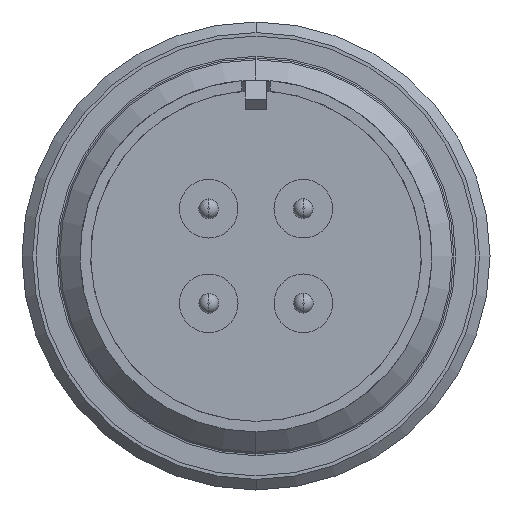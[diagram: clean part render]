
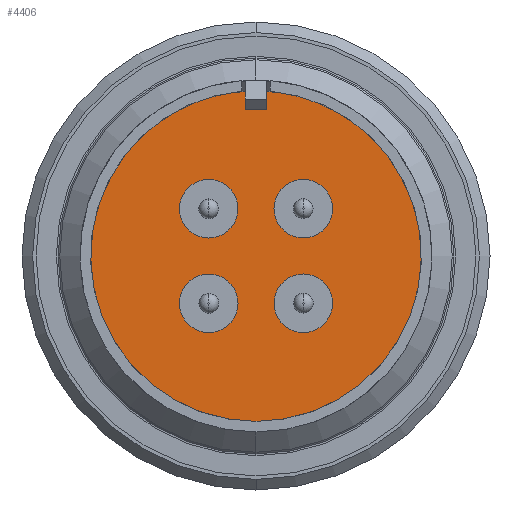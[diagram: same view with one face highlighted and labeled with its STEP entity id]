
A CAD part, front view. The second image highlights one B-rep face of the part: STEP entity #4406.
In plain terms, the highlighted planar face has unit normal (0, -1, 0).
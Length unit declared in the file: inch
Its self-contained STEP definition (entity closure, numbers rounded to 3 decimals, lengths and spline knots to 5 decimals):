
#179 = DIRECTION ( 'NONE',  ( 0., 0., 1. ) ) ;
#181 = DIRECTION ( 'NONE',  ( 0., -1., 0. ) ) ;
#182 = CARTESIAN_POINT ( 'NONE',  ( 0., 0.39565, 0. ) ) ;
#221 = AXIS2_PLACEMENT_3D ( 'NONE', #3894, #3893, #3892 ) ;
#329 = DIRECTION ( 'NONE',  ( 0., 0., -1. ) ) ;
#330 = DIRECTION ( 'NONE',  ( 0., -1., 0. ) ) ;
#331 = CARTESIAN_POINT ( 'NONE',  ( 0.13428, 0.39565, 0.13442 ) ) ;
#831 = DIRECTION ( 'NONE',  ( 0., 0., -1. ) ) ;
#832 = DIRECTION ( 'NONE',  ( 0., -1., 0. ) ) ;
#835 = CARTESIAN_POINT ( 'NONE',  ( 0.13442, 0.39565, -0.13428 ) ) ;
#888 = DIRECTION ( 'NONE',  ( 0., 0., -1. ) ) ;
#890 = DIRECTION ( 'NONE',  ( 0., -1., 0. ) ) ;
#891 = CARTESIAN_POINT ( 'NONE',  ( -0.13442, 0.39565, 0.13428 ) ) ;
#920 = AXIS2_PLACEMENT_3D ( 'NONE', #3844, #3843, #3842 ) ;
#931 = AXIS2_PLACEMENT_3D ( 'NONE', #3809, #3808, #3807 ) ;
#1010 = FACE_OUTER_BOUND ( 'NONE', #3230, .T. ) ;
#1012 = FACE_BOUND ( 'NONE', #3350, .T. ) ;
#1014 = FACE_BOUND ( 'NONE', #3541, .T. ) ;
#1017 = FACE_BOUND ( 'NONE', #3029, .T. ) ;
#1018 = FACE_BOUND ( 'NONE', #3408, .T. ) ;
#2032 = EDGE_CURVE ( 'NONE', #6380, #6227, #4605, .T. ) ;
#2087 = EDGE_CURVE ( 'NONE', #6227, #6380, #4689, .T. ) ;
#2106 = EDGE_CURVE ( 'NONE', #6365, #6285, #4625, .T. ) ;
#2163 = EDGE_CURVE ( 'NONE', #6412, #6275, #4658, .T. ) ;
#2178 = EDGE_CURVE ( 'NONE', #6259, #6311, #4055, .T. ) ;
#2191 = EDGE_CURVE ( 'NONE', #6361, #6401, #4111, .T. ) ;
#2245 = EDGE_CURVE ( 'NONE', #6311, #6259, #4158, .T. ) ;
#2270 = EDGE_CURVE ( 'NONE', #6285, #6365, #4151, .T. ) ;
#2273 = EDGE_CURVE ( 'NONE', #6401, #6361, #4539, .T. ) ;
#2283 = EDGE_CURVE ( 'NONE', #6275, #6412, #2873, .T. ) ;
#2312 = AXIS2_PLACEMENT_3D ( 'NONE', #5883, #5887, #5881 ) ;
#2873 = CIRCLE ( 'NONE', #5279, 0.08325 ) ;
#3029 = EDGE_LOOP ( 'NONE', ( #3372, #3371 ) ) ;
#3230 = EDGE_LOOP ( 'NONE', ( #3377, #3376 ) ) ;
#3350 = EDGE_LOOP ( 'NONE', ( #3370, #3369 ) ) ;
#3367 = ORIENTED_EDGE ( 'NONE', *, *, #2178, .F. ) ;
#3368 = ORIENTED_EDGE ( 'NONE', *, *, #2245, .F. ) ;
#3369 = ORIENTED_EDGE ( 'NONE', *, *, #2087, .F. ) ;
#3370 = ORIENTED_EDGE ( 'NONE', *, *, #2032, .F. ) ;
#3371 = ORIENTED_EDGE ( 'NONE', *, *, #2191, .F. ) ;
#3372 = ORIENTED_EDGE ( 'NONE', *, *, #2273, .F. ) ;
#3373 = ORIENTED_EDGE ( 'NONE', *, *, #2163, .F. ) ;
#3375 = ORIENTED_EDGE ( 'NONE', *, *, #2283, .F. ) ;
#3376 = ORIENTED_EDGE ( 'NONE', *, *, #2106, .T. ) ;
#3377 = ORIENTED_EDGE ( 'NONE', *, *, #2270, .T. ) ;
#3408 = EDGE_LOOP ( 'NONE', ( #3368, #3367 ) ) ;
#3541 = EDGE_LOOP ( 'NONE', ( #3375, #3373 ) ) ;
#3671 = DIRECTION ( 'NONE',  ( 0., 0., -1. ) ) ;
#3672 = DIRECTION ( 'NONE',  ( 0., -1., 0. ) ) ;
#3673 = CARTESIAN_POINT ( 'NONE',  ( -0.13428, 0.39565, -0.13442 ) ) ;
#3807 = DIRECTION ( 'NONE',  ( 0., 0., -1. ) ) ;
#3808 = DIRECTION ( 'NONE',  ( 0., -1., 0. ) ) ;
#3809 = CARTESIAN_POINT ( 'NONE',  ( -0.13442, 0.39565, 0.13428 ) ) ;
#3842 = DIRECTION ( 'NONE',  ( 0., 0., -1. ) ) ;
#3843 = DIRECTION ( 'NONE',  ( 0., -1., 0. ) ) ;
#3844 = CARTESIAN_POINT ( 'NONE',  ( -0.13428, 0.39565, -0.13442 ) ) ;
#3867 = CARTESIAN_POINT ( 'NONE',  ( 0., 0.39565, 0. ) ) ;
#3868 = DIRECTION ( 'NONE',  ( 0., -1., 0. ) ) ;
#3869 = DIRECTION ( 'NONE',  ( 0., 0., 1. ) ) ;
#3892 = DIRECTION ( 'NONE',  ( 0., 0., -1. ) ) ;
#3893 = DIRECTION ( 'NONE',  ( 0., -1., 0. ) ) ;
#3894 = CARTESIAN_POINT ( 'NONE',  ( 0.13442, 0.39565, -0.13428 ) ) ;
#4055 = CIRCLE ( 'NONE', #920, 0.08325 ) ;
#4111 = CIRCLE ( 'NONE', #931, 0.08325 ) ;
#4151 = CIRCLE ( 'NONE', #5275, 0.48 ) ;
#4158 = CIRCLE ( 'NONE', #5297, 0.08325 ) ;
#4174 = AXIS2_PLACEMENT_3D ( 'NONE', #182, #181, #179 ) ;
#4196 = AXIS2_PLACEMENT_3D ( 'NONE', #4484, #4461, #4481 ) ;
#4216 = AXIS2_PLACEMENT_3D ( 'NONE', #331, #330, #329 ) ;
#4406 = ADVANCED_FACE ( 'NONE', ( #1010, #1014, #1017, #1012, #1018 ), #5885, .F. ) ;
#4461 = DIRECTION ( 'NONE',  ( 0., -1., 0. ) ) ;
#4481 = DIRECTION ( 'NONE',  ( 0., 0., -1. ) ) ;
#4484 = CARTESIAN_POINT ( 'NONE',  ( 0.13428, 0.39565, 0.13442 ) ) ;
#4539 = CIRCLE ( 'NONE', #5276, 0.08325 ) ;
#4605 = CIRCLE ( 'NONE', #4196, 0.08325 ) ;
#4625 = CIRCLE ( 'NONE', #4174, 0.48 ) ;
#4658 = CIRCLE ( 'NONE', #221, 0.08325 ) ;
#4689 = CIRCLE ( 'NONE', #4216, 0.08325 ) ;
#5275 = AXIS2_PLACEMENT_3D ( 'NONE', #3867, #3868, #3869 ) ;
#5276 = AXIS2_PLACEMENT_3D ( 'NONE', #891, #890, #888 ) ;
#5279 = AXIS2_PLACEMENT_3D ( 'NONE', #835, #832, #831 ) ;
#5297 = AXIS2_PLACEMENT_3D ( 'NONE', #3673, #3672, #3671 ) ;
#5386 = CARTESIAN_POINT ( 'NONE',  ( 0.13442, 0.39565, -0.05103 ) ) ;
#5399 = CARTESIAN_POINT ( 'NONE',  ( 0.13428, 0.39565, 0.05117 ) ) ;
#5409 = CARTESIAN_POINT ( 'NONE',  ( -0.13442, 0.39565, 0.05103 ) ) ;
#5411 = CARTESIAN_POINT ( 'NONE',  ( 0., 0.39565, -0.48 ) ) ;
#5418 = CARTESIAN_POINT ( 'NONE',  ( -0.13442, 0.39565, 0.21753 ) ) ;
#5440 = CARTESIAN_POINT ( 'NONE',  ( -0.13428, 0.39565, -0.21767 ) ) ;
#5453 = CARTESIAN_POINT ( 'NONE',  ( 0., 0.39565, 0.48 ) ) ;
#5455 = CARTESIAN_POINT ( 'NONE',  ( 0.13442, 0.39565, -0.21753 ) ) ;
#5462 = CARTESIAN_POINT ( 'NONE',  ( -0.13428, 0.39565, -0.05117 ) ) ;
#5477 = CARTESIAN_POINT ( 'NONE',  ( 0.13428, 0.39565, 0.21767 ) ) ;
#5881 = DIRECTION ( 'NONE',  ( -1., 0., 0. ) ) ;
#5883 = CARTESIAN_POINT ( 'NONE',  ( 0., 0.39565, 0. ) ) ;
#5885 = PLANE ( 'NONE',  #2312 ) ;
#5887 = DIRECTION ( 'NONE',  ( 0., 1., 0. ) ) ;
#6227 = VERTEX_POINT ( 'NONE', #5477 ) ;
#6259 = VERTEX_POINT ( 'NONE', #5462 ) ;
#6275 = VERTEX_POINT ( 'NONE', #5455 ) ;
#6285 = VERTEX_POINT ( 'NONE', #5453 ) ;
#6311 = VERTEX_POINT ( 'NONE', #5440 ) ;
#6361 = VERTEX_POINT ( 'NONE', #5418 ) ;
#6365 = VERTEX_POINT ( 'NONE', #5411 ) ;
#6380 = VERTEX_POINT ( 'NONE', #5399 ) ;
#6401 = VERTEX_POINT ( 'NONE', #5409 ) ;
#6412 = VERTEX_POINT ( 'NONE', #5386 ) ;
